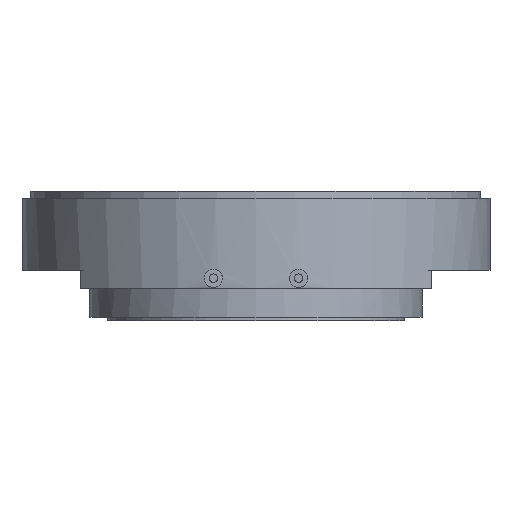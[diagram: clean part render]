
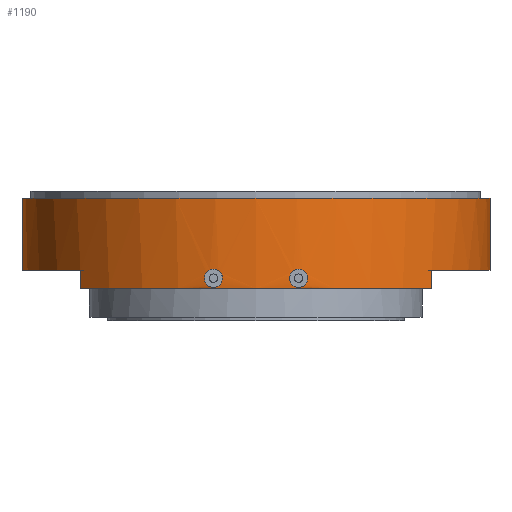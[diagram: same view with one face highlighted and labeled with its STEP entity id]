
A CAD part, front view. The second image highlights one B-rep face of the part: STEP entity #1190.
In plain terms, the highlighted cylindrical face has radius 6.5 mm (diameter 13 mm), a full revolution.
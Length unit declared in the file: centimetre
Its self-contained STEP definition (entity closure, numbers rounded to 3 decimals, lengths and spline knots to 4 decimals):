
#41=VECTOR('',#1430,1.);
#49=VECTOR('',#1439,1.);
#105=LINE('',#1823,#41);
#113=LINE('',#1838,#49);
#164=B_SPLINE_CURVE_WITH_KNOTS('',3,(#1721,#1722,#1723,#1724,#1725,#1726,
#1727,#1728,#1729,#1730,#1731,#1732,#1733,#1734,#1735,#1736,#1737,#1738,
#1739,#1740,#1741,#1742,#1743,#1744,#1745,#1746,#1747,#1748,#1749,#1750,
#1751,#1752,#1753,#1754),.UNSPECIFIED.,.T.,.U.,(4,2,2,2,2,2,2,2,2,2,2,2,
2,2,2,2,4),(0.,0.0094,0.0188,0.0284,
0.0381,0.0476,0.0572,0.0666,
0.076,0.0854,0.0948,0.1044,
0.1139,0.1235,0.1331,0.1426,0.152),
 .UNSPECIFIED.);
#165=B_SPLINE_CURVE_WITH_KNOTS('',3,(#1766,#1767,#1768,#1769,#1770,#1771,
#1772,#1773,#1774,#1775,#1776,#1777,#1778,#1779,#1780,#1781,#1782,#1783,
#1784,#1785,#1786,#1787,#1788,#1789,#1790,#1791,#1792,#1793,#1794,#1795,
#1796,#1797,#1798,#1799),.UNSPECIFIED.,.T.,.U.,(4,2,2,2,2,2,2,2,2,2,2,2,
2,2,2,2,4),(0.,0.0094,0.0188,0.0284,
0.0379,0.0475,0.0572,0.0666,
0.076,0.0854,0.0948,0.1044,
0.114,0.1236,0.1332,0.1426,
0.152),.UNSPECIFIED.);
#219=VERTEX_POINT('',#1755);
#223=VERTEX_POINT('',#1800);
#233=VERTEX_POINT('',#1822);
#234=VERTEX_POINT('',#1824);
#236=VERTEX_POINT('',#1831);
#239=VERTEX_POINT('',#1837);
#283=VERTEX_POINT('',#1958);
#341=CIRCLE('',#1262,0.65);
#346=CIRCLE('',#1268,0.65);
#378=CIRCLE('',#1327,0.65);
#406=EDGE_CURVE('',#219,#219,#164,.T.);
#410=EDGE_CURVE('',#223,#223,#165,.T.);
#420=EDGE_CURVE('',#234,#233,#105,.T.);
#428=EDGE_CURVE('',#239,#236,#113,.T.);
#430=EDGE_CURVE('',#233,#236,#341,.T.);
#439=EDGE_CURVE('',#239,#234,#346,.T.);
#486=EDGE_CURVE('',#283,#283,#378,.T.);
#684=ORIENTED_EDGE('',*,*,#406,.T.);
#685=ORIENTED_EDGE('',*,*,#410,.T.);
#686=ORIENTED_EDGE('',*,*,#486,.T.);
#687=ORIENTED_EDGE('',*,*,#439,.T.);
#688=ORIENTED_EDGE('',*,*,#420,.T.);
#689=ORIENTED_EDGE('',*,*,#430,.T.);
#690=ORIENTED_EDGE('',*,*,#428,.F.);
#961=EDGE_LOOP('',(#684));
#962=EDGE_LOOP('',(#685));
#963=EDGE_LOOP('',(#686));
#964=EDGE_LOOP('',(#687,#688,#689,#690));
#1085=FACE_BOUND('',#961,.T.);
#1086=FACE_BOUND('',#962,.T.);
#1087=FACE_BOUND('',#963,.T.);
#1088=FACE_BOUND('',#964,.T.);
#1190=ADVANCED_FACE('',(#1085,#1086,#1087,#1088),#2163,.T.);
#1262=AXIS2_PLACEMENT_3D('',#1841,#1443,#1444);
#1268=AXIS2_PLACEMENT_3D('',#1859,#1458,#1459);
#1327=AXIS2_PLACEMENT_3D('',#1957,#1562,#1563);
#1328=AXIS2_PLACEMENT_3D('',#1959,#1564,#1565);
#1430=DIRECTION('',(0.,0.,-1.));
#1439=DIRECTION('',(0.,0.,-1.));
#1443=DIRECTION('',(0.,0.,1.));
#1444=DIRECTION('',(-0.65,0.,0.));
#1458=DIRECTION('',(0.,0.,1.));
#1459=DIRECTION('',(0.65,0.,0.));
#1562=DIRECTION('',(0.,0.,-1.));
#1563=DIRECTION('',(0.65,0.,0.));
#1564=DIRECTION('',(0.,0.,1.));
#1565=DIRECTION('',(0.65,0.,0.));
#1721=CARTESIAN_POINT('',(0.1432,-0.634,-0.0218));
#1722=CARTESIAN_POINT('',(0.1432,-0.634,-0.025));
#1723=CARTESIAN_POINT('',(0.1426,-0.6342,-0.0283));
#1724=CARTESIAN_POINT('',(0.14,-0.6347,-0.0344));
#1725=CARTESIAN_POINT('',(0.1381,-0.6352,-0.0372));
#1726=CARTESIAN_POINT('',(0.1337,-0.6361,-0.0417));
#1727=CARTESIAN_POINT('',(0.1309,-0.6367,-0.0436));
#1728=CARTESIAN_POINT('',(0.1247,-0.6379,-0.0462));
#1729=CARTESIAN_POINT('',(0.1213,-0.6386,-0.0468));
#1730=CARTESIAN_POINT('',(0.115,-0.6397,-0.0468));
#1731=CARTESIAN_POINT('',(0.1117,-0.6403,-0.0462));
#1732=CARTESIAN_POINT('',(0.1055,-0.6414,-0.0436));
#1733=CARTESIAN_POINT('',(0.1027,-0.6418,-0.0417));
#1734=CARTESIAN_POINT('',(0.0983,-0.6425,-0.0372));
#1735=CARTESIAN_POINT('',(0.0963,-0.6428,-0.0344));
#1736=CARTESIAN_POINT('',(0.0938,-0.6432,-0.0283));
#1737=CARTESIAN_POINT('',(0.0932,-0.6433,-0.025));
#1738=CARTESIAN_POINT('',(0.0932,-0.6433,-0.0187));
#1739=CARTESIAN_POINT('',(0.0938,-0.6432,-0.0153));
#1740=CARTESIAN_POINT('',(0.0963,-0.6428,-0.0092));
#1741=CARTESIAN_POINT('',(0.0983,-0.6425,-0.0064));
#1742=CARTESIAN_POINT('',(0.1027,-0.6418,-0.0019));
#1743=CARTESIAN_POINT('',(0.1055,-0.6414,0.));
#1744=CARTESIAN_POINT('',(0.1117,-0.6403,0.0026));
#1745=CARTESIAN_POINT('',(0.115,-0.6397,0.0032));
#1746=CARTESIAN_POINT('',(0.1213,-0.6386,0.0032));
#1747=CARTESIAN_POINT('',(0.1247,-0.6379,0.0025));
#1748=CARTESIAN_POINT('',(0.1309,-0.6367,0.));
#1749=CARTESIAN_POINT('',(0.1337,-0.6361,-0.002));
#1750=CARTESIAN_POINT('',(0.1381,-0.6352,-0.0064));
#1751=CARTESIAN_POINT('',(0.14,-0.6347,-0.0092));
#1752=CARTESIAN_POINT('',(0.1426,-0.6342,-0.0153));
#1753=CARTESIAN_POINT('',(0.1432,-0.634,-0.0187));
#1754=CARTESIAN_POINT('',(0.1432,-0.634,-0.0218));
#1755=CARTESIAN_POINT('',(0.1432,-0.634,-0.0218));
#1766=CARTESIAN_POINT('',(-0.0932,-0.6433,-0.0218));
#1767=CARTESIAN_POINT('',(-0.0932,-0.6433,-0.025));
#1768=CARTESIAN_POINT('',(-0.0938,-0.6432,-0.0283));
#1769=CARTESIAN_POINT('',(-0.0963,-0.6428,-0.0344));
#1770=CARTESIAN_POINT('',(-0.0983,-0.6425,-0.0372));
#1771=CARTESIAN_POINT('',(-0.1027,-0.6418,-0.0417));
#1772=CARTESIAN_POINT('',(-0.1055,-0.6414,-0.0436));
#1773=CARTESIAN_POINT('',(-0.1117,-0.6403,-0.0462));
#1774=CARTESIAN_POINT('',(-0.115,-0.6397,-0.0468));
#1775=CARTESIAN_POINT('',(-0.1213,-0.6386,-0.0468));
#1776=CARTESIAN_POINT('',(-0.1247,-0.6379,-0.0462));
#1777=CARTESIAN_POINT('',(-0.1309,-0.6367,-0.0436));
#1778=CARTESIAN_POINT('',(-0.1337,-0.6361,-0.0417));
#1779=CARTESIAN_POINT('',(-0.1381,-0.6352,-0.0372));
#1780=CARTESIAN_POINT('',(-0.14,-0.6347,-0.0344));
#1781=CARTESIAN_POINT('',(-0.1426,-0.6342,-0.0283));
#1782=CARTESIAN_POINT('',(-0.1432,-0.634,-0.025));
#1783=CARTESIAN_POINT('',(-0.1432,-0.634,-0.0187));
#1784=CARTESIAN_POINT('',(-0.1426,-0.6342,-0.0153));
#1785=CARTESIAN_POINT('',(-0.14,-0.6347,-0.0092));
#1786=CARTESIAN_POINT('',(-0.1381,-0.6352,-0.0064));
#1787=CARTESIAN_POINT('',(-0.1337,-0.6361,-0.002));
#1788=CARTESIAN_POINT('',(-0.1309,-0.6367,0.));
#1789=CARTESIAN_POINT('',(-0.1247,-0.6379,0.0025));
#1790=CARTESIAN_POINT('',(-0.1213,-0.6386,0.0032));
#1791=CARTESIAN_POINT('',(-0.115,-0.6397,0.0032));
#1792=CARTESIAN_POINT('',(-0.1117,-0.6403,0.0026));
#1793=CARTESIAN_POINT('',(-0.1055,-0.6414,0.));
#1794=CARTESIAN_POINT('',(-0.1027,-0.6418,-0.0019));
#1795=CARTESIAN_POINT('',(-0.0983,-0.6425,-0.0064));
#1796=CARTESIAN_POINT('',(-0.0963,-0.6428,-0.0092));
#1797=CARTESIAN_POINT('',(-0.0938,-0.6432,-0.0153));
#1798=CARTESIAN_POINT('',(-0.0932,-0.6433,-0.0187));
#1799=CARTESIAN_POINT('',(-0.0932,-0.6433,-0.0218));
#1800=CARTESIAN_POINT('',(-0.0932,-0.6433,-0.0218));
#1822=CARTESIAN_POINT('',(-0.4875,-0.4299,-0.05));
#1823=CARTESIAN_POINT('',(-0.4875,-0.4299,0.));
#1824=CARTESIAN_POINT('',(-0.4875,-0.4299,0.));
#1831=CARTESIAN_POINT('',(0.4875,-0.4299,-0.05));
#1837=CARTESIAN_POINT('',(0.4875,-0.4299,0.));
#1838=CARTESIAN_POINT('',(0.4875,-0.4299,0.));
#1841=CARTESIAN_POINT('',(0.,0.,-0.05));
#1859=CARTESIAN_POINT('',(0.,0.,0.));
#1957=CARTESIAN_POINT('',(0.,0.,0.2));
#1958=CARTESIAN_POINT('',(0.65,0.,0.2));
#1959=CARTESIAN_POINT('',(0.,0.,0.));
#2163=CYLINDRICAL_SURFACE('',#1328,0.65);
